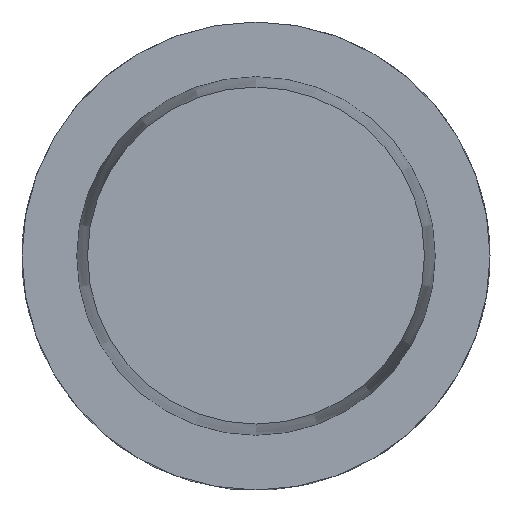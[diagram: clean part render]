
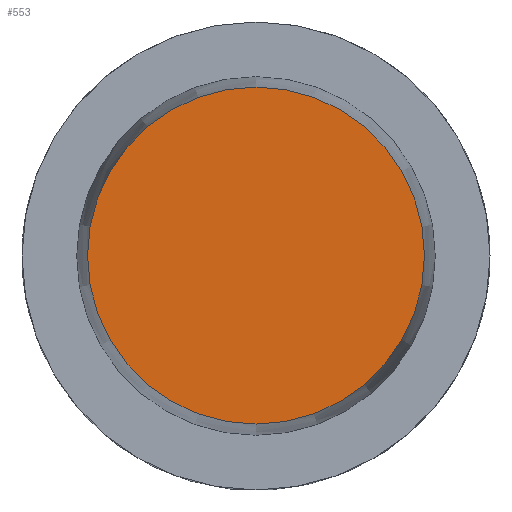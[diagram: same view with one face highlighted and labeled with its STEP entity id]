
A CAD part, top view. The second image highlights one B-rep face of the part: STEP entity #553.
In plain terms, the highlighted planar face has unit normal (0, 0, 1).
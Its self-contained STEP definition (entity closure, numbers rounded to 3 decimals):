
#513=EDGE_CURVE('240[2]',#1042,#1042,#1043,.T.);
#553=ADVANCED_FACE('240[2]',(#1091),#1092,.T.);
#1042=VERTEX_POINT('',#1968);
#1043=CIRCLE('',#1969,18.);
#1091=FACE_OUTER_BOUND('',#2057,.T.);
#1092=PLANE('',#2058);
#1968=CARTESIAN_POINT('',(0.,18.,25.0));
#1969=AXIS2_PLACEMENT_3D('',#2655,#2656,#2657);
#2057=EDGE_LOOP('',(#2728));
#2058=AXIS2_PLACEMENT_3D('',#2729,#2730,#2731);
#2655=CARTESIAN_POINT('',(0.,0.,25.0));
#2656=DIRECTION('',(0.,0.,-1.0));
#2657=DIRECTION('',(0.,1.0,0.));
#2728=ORIENTED_EDGE('',*,*,#513,.F.);
#2729=CARTESIAN_POINT('',(0.,9.,25.0));
#2730=DIRECTION('',(0.,0.,1.0));
#2731=DIRECTION('',(1.0,0.,0.0));
